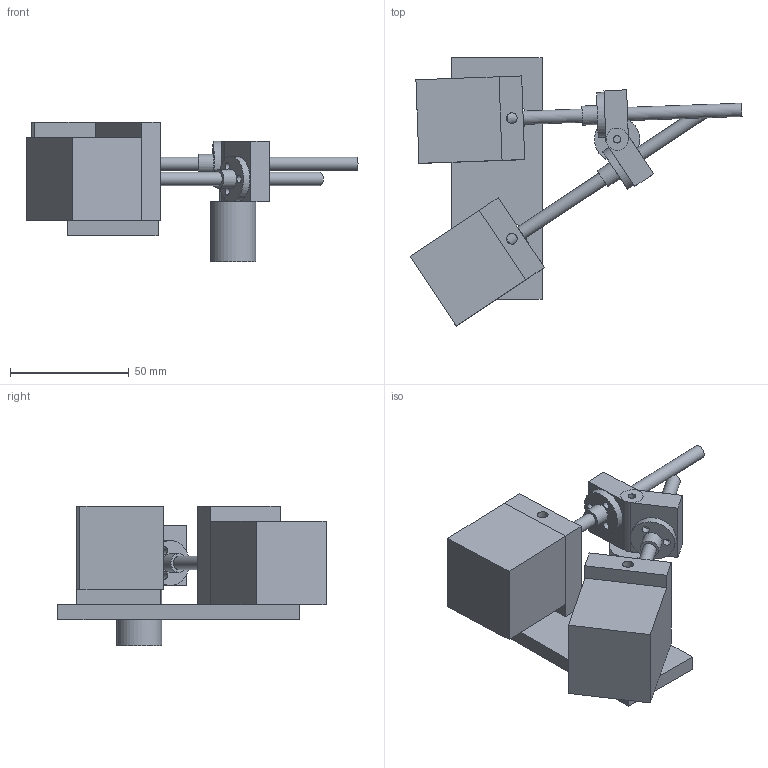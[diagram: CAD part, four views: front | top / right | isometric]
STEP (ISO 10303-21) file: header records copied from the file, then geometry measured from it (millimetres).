
FILE_DESCRIPTION( ( '' ), ' ' );
FILE_NAME( '5dba2e7bc4c1c3162f1902f0.step', '2019-10-31T00:44:43', ( '' ), ( '' ), ' ', ' ', ' ' );
FILE_SCHEMA( ( 'AUTOMOTIVE_DESIGN { 1 0 10303 214 1 1 1 1 }' ) );
Length unit declared in the file: metre
Products named in the file (7): Assem1; Part 5; simplmtr; nut; Part 8; mount; Part 7
Assembly tree (10 placements, depth 2):
  Assem1
    Part 5
    simplmtr  x2
    nut  x2
    Part 8
    mount  x2
    Part 7  x2
Bounding box: 139.74 x 112.84 x 58.88 mm (x, y, z)
Volume: 150815.9 mm3; surface area: 48458.5 mm2
Topology: 10 solids, 10 shells, 101 faces, 242 edges, 166 vertices
Faces by surface type: plane 53, cylinder 48
Full cylindrical faces by diameter (mm): 3 x8, 3.175 x14, 4.496 x4, 5.588 x6, 8.001 x2, 12.7 x2, 15.875 x1, 18.923 x2, 19.05 x1, 22 x2, 23 x2
Entity records: 1778 total; most frequent: CARTESIAN_POINT 363, DIRECTION 283, ORIENTED_EDGE 198, EDGE_LOOP 121, AXIS2_PLACEMENT_3D 118, EDGE_CURVE 99, VERTEX_POINT 82, FACE_OUTER_BOUND 81
